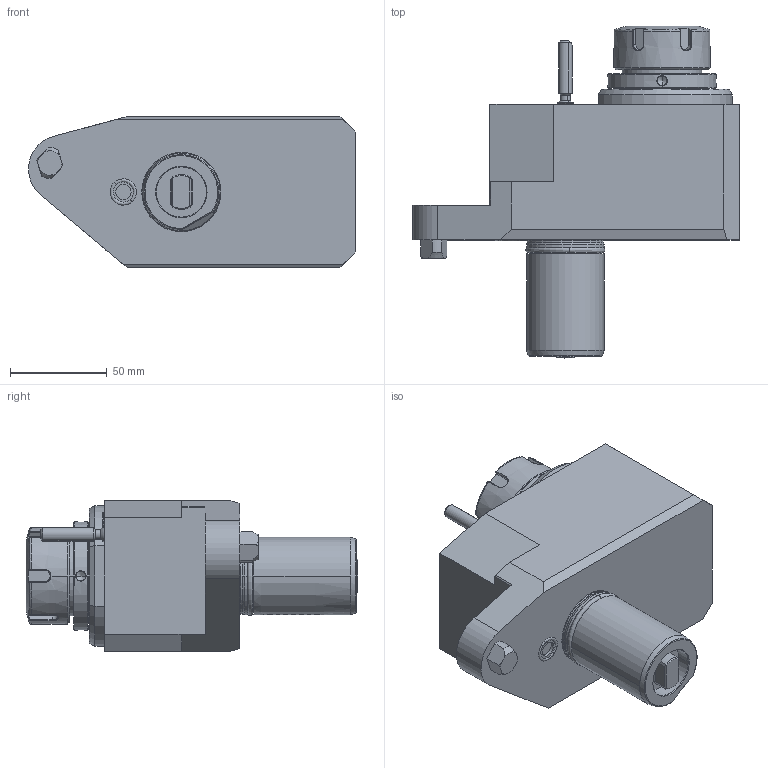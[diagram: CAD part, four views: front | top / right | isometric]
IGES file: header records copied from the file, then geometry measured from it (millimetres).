
Start section:  PTC IGES file: ngt1_40_321_32_1_1_50mz1.igs
Global section: file name: ngt1_40_321_32_1_1_50mz1.igs; native system: Pro/ENGINEER by Parametric Technology Corporation; preprocessor: 2010280; author: vali; organization: Unknown; date: 20241107.130047; units: millimetre
Bounding box: 168.99 x 171.6 x 78 mm (x, y, z)
Volume: 880881.1 mm3; surface area: 73370.6 mm2
Topology: 1 solids, 1 shells, 267 faces, 681 edges, 427 vertices
Faces by surface type: bspline 140, revolution 127
